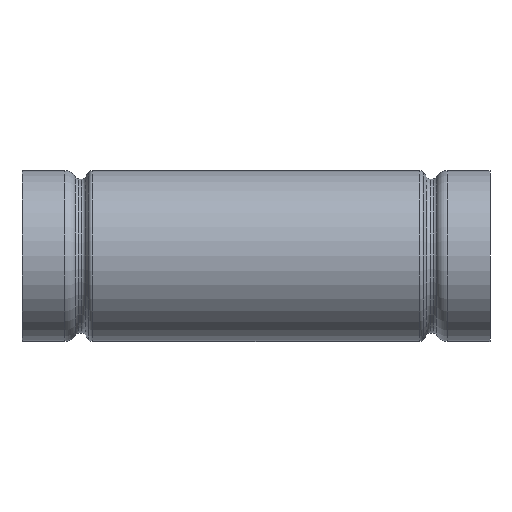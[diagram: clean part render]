
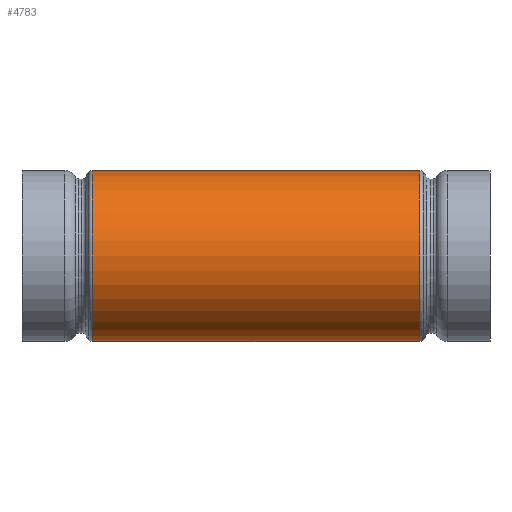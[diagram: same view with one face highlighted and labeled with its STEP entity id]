
A CAD part, front view. The second image highlights one B-rep face of the part: STEP entity #4783.
In plain terms, the highlighted cylindrical face has radius 30.163 mm (diameter 60.325 mm), a full revolution.
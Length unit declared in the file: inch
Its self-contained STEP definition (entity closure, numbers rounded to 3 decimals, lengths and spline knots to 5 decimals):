
#478 = CARTESIAN_POINT ( 'NONE',  ( -0.58886, 0.53278, -1.10645 ) ) ;
#1089 = CIRCLE ( 'NONE', #12173, 1.1875 ) ;
#1256 = VERTEX_POINT ( 'NONE', #6710 ) ;
#2327 = CARTESIAN_POINT ( 'NONE',  ( -1.15369, 0., 0. ) ) ;
#2410 = CARTESIAN_POINT ( 'NONE',  ( -0.19635, 0.17765, 1.1875 ) ) ;
#2729 = CARTESIAN_POINT ( 'NONE',  ( 1.32346, 1.19741, 0.03035 ) ) ;
#2834 = FACE_BOUND ( 'NONE', #6243, .T. ) ;
#3069 = ORIENTED_EDGE ( 'NONE', *, *, #13771, .F. ) ;
#4409 = CARTESIAN_POINT ( 'NONE',  ( 1.2941, 1.17085, -0.32795 ) ) ;
#4476 = CARTESIAN_POINT ( 'NONE',  ( 0.19635, 0.17765, -1.1875 ) ) ;
#4783 = ADVANCED_FACE ( 'NONE', ( #19830, #2834, #5864 ), #12468, .T. ) ;
#5262 = DIRECTION ( 'NONE',  ( 0., -1., 0. ) ) ;
#5831 = DIRECTION ( 'NONE',  ( -1., 0., 0. ) ) ;
#5864 = FACE_OUTER_BOUND ( 'NONE', #12781, .T. ) ;
#6243 = EDGE_LOOP ( 'NONE', ( #9373, #3069 ) ) ;
#6710 = CARTESIAN_POINT ( 'NONE',  ( 2.27614, -1.1875, 0. ) ) ;
#7026 = EDGE_CURVE ( 'NONE', #7601, #11436, #10718, .T. ) ;
#7327 = CARTESIAN_POINT ( 'NONE',  ( 0., 0., -1.1875 ) ) ;
#7581 = DIRECTION ( 'NONE',  ( 1., 0., 0. ) ) ;
#7601 = VERTEX_POINT ( 'NONE', #7327 ) ;
#7752 = CARTESIAN_POINT ( 'NONE',  ( -1.26503, 1.14455, 0.38273 ) ) ;
#7981 = CARTESIAN_POINT ( 'NONE',  ( 1.26503, 1.14455, 0.38273 ) ) ;
#9373 = ORIENTED_EDGE ( 'NONE', *, *, #7026, .F. ) ;
#9569 = CARTESIAN_POINT ( 'NONE',  ( -1.32346, 1.19741, 0.03035 ) ) ;
#9713 = B_SPLINE_CURVE_WITH_KNOTS ( 'NONE', 3,
 ( #13481, #17010, #15095, #18730, #7981, #2729, #4409, #15021, #22132, #4476, #13324 ),
 .UNSPECIFIED., .F., .F.,
 ( 4, 1, 1, 1, 1, 1, 1, 1, 4 ),
 ( 0., 0.14286, 0.28571, 0.42857, 0.47619, 0.57143, 0.71429, 0.85714, 1. ),
 .UNSPECIFIED. ) ;
#10718 = B_SPLINE_CURVE_WITH_KNOTS ( 'NONE', 3,
 ( #18276, #21665, #478, #14623, #11089, #9569, #7752, #13091, #21741, #2410, #19966 ),
 .UNSPECIFIED., .F., .F.,
 ( 4, 1, 1, 1, 1, 1, 1, 1, 4 ),
 ( 0., 0.14286, 0.28571, 0.42857, 0.52381, 0.57143, 0.71429, 0.85714, 1. ),
 .UNSPECIFIED. ) ;
#10818 = CARTESIAN_POINT ( 'NONE',  ( -2.27614, 0., 0. ) ) ;
#11089 = CARTESIAN_POINT ( 'NONE',  ( -1.2941, 1.17085, -0.32795 ) ) ;
#11436 = VERTEX_POINT ( 'NONE', #18203 ) ;
#12173 = AXIS2_PLACEMENT_3D ( 'NONE', #19282, #12255, #5262 ) ;
#12255 = DIRECTION ( 'NONE',  ( 1., 0., 0. ) ) ;
#12468 = CYLINDRICAL_SURFACE ( 'NONE', #13125, 1.1875 ) ;
#12706 = ORIENTED_EDGE ( 'NONE', *, *, #20543, .F. ) ;
#12739 = DIRECTION ( 'NONE',  ( 0., 1., 0. ) ) ;
#12781 = EDGE_LOOP ( 'NONE', ( #12706 ) ) ;
#13091 = CARTESIAN_POINT ( 'NONE',  ( -1.06125, 0.96018, 0.76565 ) ) ;
#13125 = AXIS2_PLACEMENT_3D ( 'NONE', #2327, #7581, #13160 ) ;
#13160 = DIRECTION ( 'NONE',  ( 0., -1., 0. ) ) ;
#13324 = CARTESIAN_POINT ( 'NONE',  ( 0., 0., -1.1875 ) ) ;
#13481 = CARTESIAN_POINT ( 'NONE',  ( 0., 0., 1.1875 ) ) ;
#13771 = EDGE_CURVE ( 'NONE', #11436, #7601, #9713, .T. ) ;
#14159 = EDGE_LOOP ( 'NONE', ( #16674 ) ) ;
#14623 = CARTESIAN_POINT ( 'NONE',  ( -1.06138, 0.9603, -0.76578 ) ) ;
#15021 = CARTESIAN_POINT ( 'NONE',  ( 1.06138, 0.9603, -0.76578 ) ) ;
#15095 = CARTESIAN_POINT ( 'NONE',  ( 0.58892, 0.53283, 1.10655 ) ) ;
#15372 = CIRCLE ( 'NONE', #18034, 1.1875 ) ;
#15587 = CARTESIAN_POINT ( 'NONE',  ( -2.27614, 1.1875, 0. ) ) ;
#16387 = VERTEX_POINT ( 'NONE', #15587 ) ;
#16674 = ORIENTED_EDGE ( 'NONE', *, *, #19643, .F. ) ;
#17010 = CARTESIAN_POINT ( 'NONE',  ( 0.19635, 0.17765, 1.1875 ) ) ;
#18034 = AXIS2_PLACEMENT_3D ( 'NONE', #10818, #5831, #12739 ) ;
#18203 = CARTESIAN_POINT ( 'NONE',  ( 0., 0., 1.1875 ) ) ;
#18276 = CARTESIAN_POINT ( 'NONE',  ( 0., 0., -1.1875 ) ) ;
#18730 = CARTESIAN_POINT ( 'NONE',  ( 1.06125, 0.96018, 0.76565 ) ) ;
#19282 = CARTESIAN_POINT ( 'NONE',  ( 2.27614, 0., 0. ) ) ;
#19643 = EDGE_CURVE ( 'NONE', #1256, #1256, #1089, .T. ) ;
#19830 = FACE_OUTER_BOUND ( 'NONE', #14159, .T. ) ;
#19966 = CARTESIAN_POINT ( 'NONE',  ( 0., 0., 1.1875 ) ) ;
#20543 = EDGE_CURVE ( 'NONE', #16387, #16387, #15372, .T. ) ;
#21665 = CARTESIAN_POINT ( 'NONE',  ( -0.19635, 0.17765, -1.1875 ) ) ;
#21741 = CARTESIAN_POINT ( 'NONE',  ( -0.58892, 0.53283, 1.10655 ) ) ;
#22132 = CARTESIAN_POINT ( 'NONE',  ( 0.58886, 0.53278, -1.10645 ) ) ;
